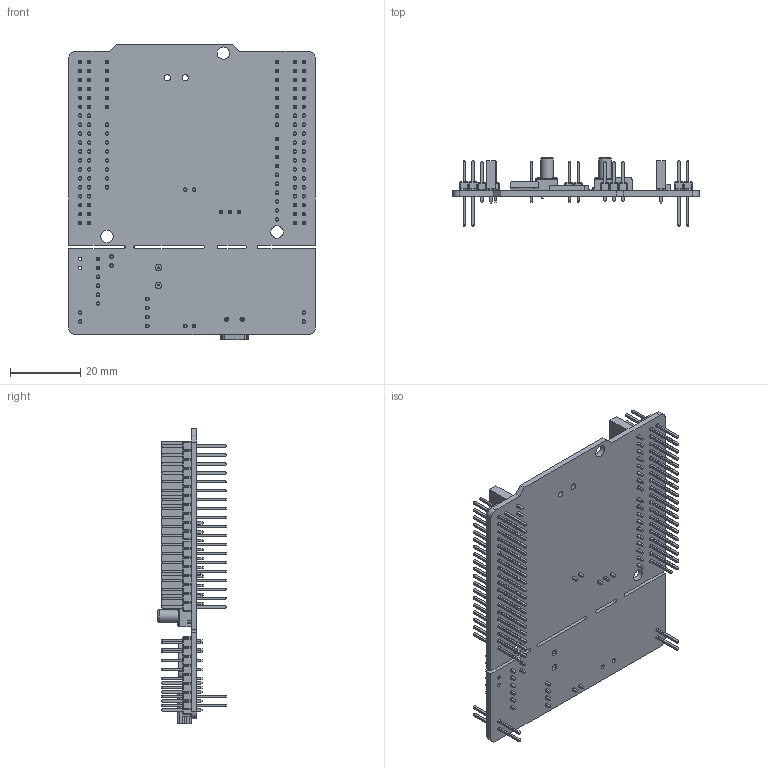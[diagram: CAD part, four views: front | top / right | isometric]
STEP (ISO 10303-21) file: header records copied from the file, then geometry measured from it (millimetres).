
FILE_DESCRIPTION(/* description */ (''),/* implementation_level */ '2;1');
FILE_NAME(/* name */ '34f105d5-afff-481a-b359-d240de2e16eb.stp',/* time_stamp */ '2016-10-02T20:44:40+00:00',/* author */ (''),/* organization */ (''),/* preprocessor_version */ 'ST-DEVELOPER v16.5',/* originating_system */ 'Autodesk Translation Framework v5.1.0.2740',/* authorisation */ '');
FILE_SCHEMA (('AUTOMOTIVE_DESIGN { 1 0 10303 214 3 1 1 }'));
Products named in the file (26): Nucleo64 v11; STM32_LQFP64 v1; MB1136 v9; SMD 9.5mm Blue v3; Cap 9.5mm Blue v3; SMD 9.5mm Black v4; Cover v1; Base v6; SMD Terminal v3; Cap 9.5mm Black v2; Oscillator_MC-306 v3; Oscillator_HC-49/S v1; STM32F103CB v3; MUSB5S-BM1 v3; LED_0603_Red v3; LED_0603_Green v2; HSMF-A201 v1; Header_Female_1x6 v3; Header_Female_1x8 v2; Header_Female_1x10 v2; Header_Male_2x19x18.5 v2; Header_Male_1x2x18.5 v2; Header_Male_1x2x11.6 v2; Header_Male_1x3x11.6 v3; Header_Male_1x6x11.6 v2; Header_Male_1x4x11.6 v2
Assembly tree (35 placements, depth 3):
  Nucleo64 v11
    STM32_LQFP64 v1
    MB1136 v9
    SMD 9.5mm Blue v3
      Cover v1
      Base v6
      SMD Terminal v3  x2
      Cap 9.5mm Blue v3
    SMD 9.5mm Black v4
      Cover v1
      Base v6
      SMD Terminal v3  x2
      Cap 9.5mm Black v2
    Oscillator_MC-306 v3
    Oscillator_HC-49/S v1
    STM32F103CB v3
    MUSB5S-BM1 v3
    LED_0603_Red v3
    LED_0603_Green v2
    HSMF-A201 v1
    Header_Female_1x6 v3
    Header_Female_1x8 v2  x2
    Header_Female_1x10 v2
    Header_Male_2x19x18.5 v2  x2
    Header_Male_1x2x18.5 v2  x2
    Header_Male_1x2x11.6 v2  x3
    Header_Male_1x3x11.6 v3
    Header_Male_1x6x11.6 v2
    Header_Male_1x4x11.6 v2
Bounding box: 70 x 19.5 x 83.87 mm (x, y, z)
Volume: 13298.2 mm3; surface area: 25891.3 mm2
Topology: 255 solids, 255 shells, 5125 faces, 11465 edges, 6894 vertices
Faces by surface type: plane 4874, cylinder 247, torus 2, cone 2
Full cylindrical faces by diameter (mm): 0.43 x2, 0.8 x2, 0.9 x8, 1 x142, 1.25 x2, 1.78 x4, 3.5 x5, 3.6 x2
Entity records: 83955 total; most frequent: CARTESIAN_POINT 14225, ORIENTED_EDGE 13664, DIRECTION 13582, EDGE_CURVE 6832, LINE 6412, VECTOR 6412, VERTEX_POINT 4228, EDGE_LOOP 3714
